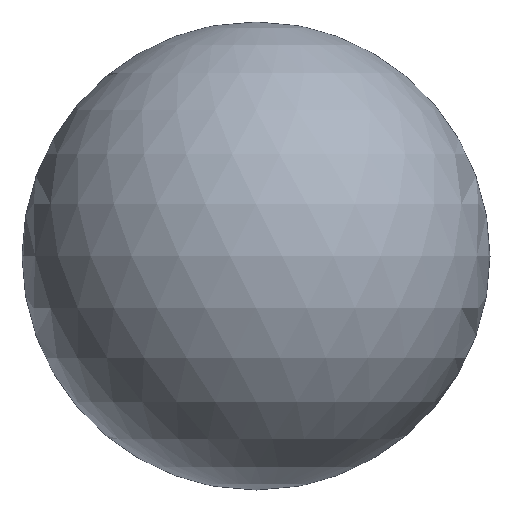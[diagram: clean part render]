
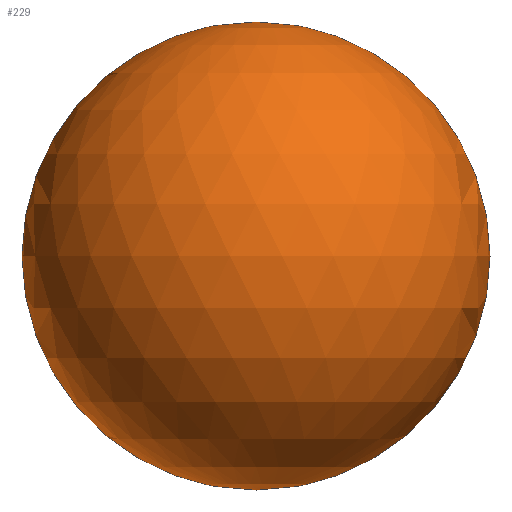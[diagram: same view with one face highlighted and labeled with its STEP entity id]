
A CAD part, front view. The second image highlights one B-rep face of the part: STEP entity #229.
In plain terms, the highlighted spherical face has radius 1000 mm.
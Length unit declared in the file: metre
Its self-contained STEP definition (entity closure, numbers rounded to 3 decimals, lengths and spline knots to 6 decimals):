
#229=ADVANCED_FACE('0:41',(#272),#273,.T.);
#272=FACE_OUTER_BOUND('',#352,.T.);
#273=SPHERICAL_SURFACE('',#353,1.0);
#352=EDGE_LOOP('',(#436,#437));
#353=AXIS2_PLACEMENT_3D('',#438,#439,#440);
#436=ORIENTED_EDGE('',*,*,#670,.T.);
#437=ORIENTED_EDGE('',*,*,#671,.T.);
#438=CARTESIAN_POINT('',(0.0,0.0,0.0));
#439=DIRECTION('',(0.0,0.0,1.0));
#440=DIRECTION('',(1.0,0.0,0.0));
#670=EDGE_CURVE('',#749,#750,#751,.T.);
#671=EDGE_CURVE('',#750,#749,#752,.T.);
#749=VERTEX_POINT('',#859);
#750=VERTEX_POINT('',#860);
#751=CIRCLE('',#861,1.0);
#752=CIRCLE('',#862,1.0);
#859=CARTESIAN_POINT('',(0.,0.,-1.0));
#860=CARTESIAN_POINT('',(0.0,0.0,1.0));
#861=AXIS2_PLACEMENT_3D('',#981,#982,#983);
#862=AXIS2_PLACEMENT_3D('',#984,#985,#986);
#981=CARTESIAN_POINT('',(0.0,0.0,0.0));
#982=DIRECTION('',(0.,-1.0,0.0));
#983=DIRECTION('',(0.0,0.0,1.0));
#984=CARTESIAN_POINT('',(0.0,0.0,0.0));
#985=DIRECTION('',(0.,-1.0,0.0));
#986=DIRECTION('',(0.0,0.0,1.0));
